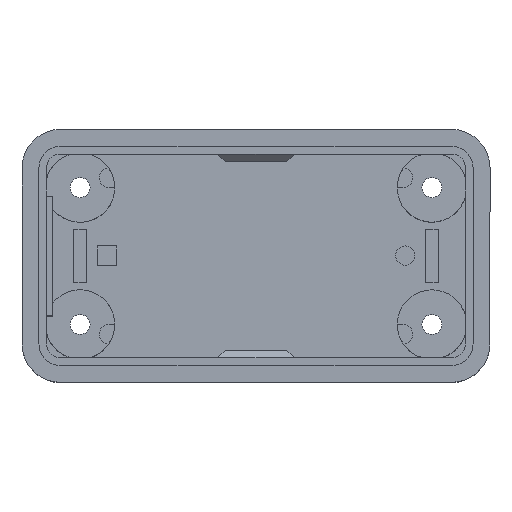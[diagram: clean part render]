
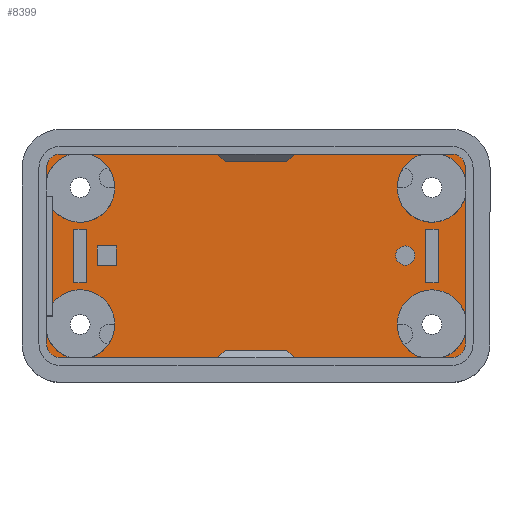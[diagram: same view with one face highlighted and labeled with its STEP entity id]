
A CAD part, top view. The second image highlights one B-rep face of the part: STEP entity #8399.
In plain terms, the highlighted face is planar.
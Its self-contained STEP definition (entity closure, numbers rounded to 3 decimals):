
#558=FACE_BOUND('',#1744,.T.);
#559=FACE_BOUND('',#1745,.T.);
#560=FACE_BOUND('',#1746,.T.);
#561=FACE_BOUND('',#1747,.T.);
#562=FACE_BOUND('',#1748,.T.);
#563=FACE_BOUND('',#1749,.T.);
#564=FACE_BOUND('',#1750,.T.);
#565=FACE_BOUND('',#1751,.T.);
#795=PLANE('',#8819);
#1244=FACE_OUTER_BOUND('',#1743,.T.);
#1743=EDGE_LOOP('',(#7811,#7812,#7813,#7814,#7815,#7816,#7817,#7818));
#1744=EDGE_LOOP('',(#7819,#7820,#7821,#7822));
#1745=EDGE_LOOP('',(#7823));
#1746=EDGE_LOOP('',(#7824,#7825,#7826,#7827));
#1747=EDGE_LOOP('',(#7828,#7829,#7830,#7831));
#1748=EDGE_LOOP('',(#7832));
#1749=EDGE_LOOP('',(#7833));
#1750=EDGE_LOOP('',(#7834));
#1751=EDGE_LOOP('',(#7835));
#1796=LINE('',#10559,#2568);
#1799=LINE('',#10564,#2571);
#1801=LINE('',#10568,#2573);
#1803=LINE('',#10571,#2575);
#1805=LINE('',#10579,#2577);
#1809=LINE('',#10587,#2581);
#1812=LINE('',#10593,#2584);
#1815=LINE('',#10598,#2587);
#1817=LINE('',#10604,#2589);
#1821=LINE('',#10612,#2593);
#1824=LINE('',#10618,#2596);
#1827=LINE('',#10623,#2599);
#2530=LINE('',#15692,#3302);
#2531=LINE('',#15696,#3303);
#2532=LINE('',#15700,#3304);
#2533=LINE('',#15703,#3305);
#2568=VECTOR('',#8937,10.);
#2571=VECTOR('',#8942,10.);
#2573=VECTOR('',#8946,10.);
#2575=VECTOR('',#8950,10.);
#2577=VECTOR('',#8958,10.);
#2581=VECTOR('',#8964,10.);
#2584=VECTOR('',#8969,10.);
#2587=VECTOR('',#8974,10.);
#2589=VECTOR('',#8980,10.);
#2593=VECTOR('',#8986,10.);
#2596=VECTOR('',#8991,10.);
#2599=VECTOR('',#8996,10.);
#3302=VECTOR('',#10405,10.);
#3303=VECTOR('',#10408,10.);
#3304=VECTOR('',#10411,10.);
#3305=VECTOR('',#10414,10.);
#3322=CIRCLE('',#8458,1.25);
#3347=CIRCLE('',#8594,4.5);
#3366=CIRCLE('',#8626,4.5);
#3367=CIRCLE('',#8628,4.5);
#3373=CIRCLE('',#8636,4.5);
#3421=CIRCLE('',#8820,2.5);
#3422=CIRCLE('',#8821,2.5);
#3423=CIRCLE('',#8822,2.5);
#3424=CIRCLE('',#8823,2.5);
#3470=VERTEX_POINT('',#10557);
#3471=VERTEX_POINT('',#10558);
#3472=VERTEX_POINT('',#10563);
#3473=VERTEX_POINT('',#10567);
#3474=VERTEX_POINT('',#10573);
#3475=VERTEX_POINT('',#10577);
#3476=VERTEX_POINT('',#10578);
#3479=VERTEX_POINT('',#10586);
#3481=VERTEX_POINT('',#10592);
#3483=VERTEX_POINT('',#10602);
#3484=VERTEX_POINT('',#10603);
#3487=VERTEX_POINT('',#10611);
#3489=VERTEX_POINT('',#10617);
#3739=VERTEX_POINT('',#12068);
#3769=VERTEX_POINT('',#12152);
#3770=VERTEX_POINT('',#12156);
#3783=VERTEX_POINT('',#12188);
#4225=VERTEX_POINT('',#15688);
#4226=VERTEX_POINT('',#15689);
#4227=VERTEX_POINT('',#15691);
#4228=VERTEX_POINT('',#15693);
#4229=VERTEX_POINT('',#15695);
#4230=VERTEX_POINT('',#15697);
#4231=VERTEX_POINT('',#15699);
#4232=VERTEX_POINT('',#15701);
#4280=EDGE_CURVE('',#3470,#3471,#1796,.T.);
#4283=EDGE_CURVE('',#3472,#3470,#1799,.T.);
#4285=EDGE_CURVE('',#3473,#3472,#1801,.T.);
#4287=EDGE_CURVE('',#3471,#3473,#1803,.T.);
#4288=EDGE_CURVE('',#3474,#3474,#3322,.T.);
#4290=EDGE_CURVE('',#3475,#3476,#1805,.T.);
#4294=EDGE_CURVE('',#3476,#3479,#1809,.T.);
#4297=EDGE_CURVE('',#3479,#3481,#1812,.T.);
#4300=EDGE_CURVE('',#3481,#3475,#1815,.T.);
#4302=EDGE_CURVE('',#3483,#3484,#1817,.T.);
#4306=EDGE_CURVE('',#3484,#3487,#1821,.T.);
#4309=EDGE_CURVE('',#3487,#3489,#1824,.T.);
#4312=EDGE_CURVE('',#3489,#3483,#1827,.T.);
#4688=EDGE_CURVE('',#3739,#3739,#3347,.T.);
#4729=EDGE_CURVE('',#3769,#3769,#3366,.T.);
#4731=EDGE_CURVE('',#3770,#3770,#3367,.T.);
#4748=EDGE_CURVE('',#3783,#3783,#3373,.T.);
#5437=EDGE_CURVE('',#4225,#4226,#3421,.T.);
#5438=EDGE_CURVE('',#4226,#4227,#2530,.T.);
#5439=EDGE_CURVE('',#4227,#4228,#3422,.T.);
#5440=EDGE_CURVE('',#4228,#4229,#2531,.T.);
#5441=EDGE_CURVE('',#4229,#4230,#3423,.T.);
#5442=EDGE_CURVE('',#4230,#4231,#2532,.T.);
#5443=EDGE_CURVE('',#4231,#4232,#3424,.T.);
#5444=EDGE_CURVE('',#4232,#4225,#2533,.T.);
#7811=ORIENTED_EDGE('',*,*,#5437,.T.);
#7812=ORIENTED_EDGE('',*,*,#5438,.T.);
#7813=ORIENTED_EDGE('',*,*,#5439,.T.);
#7814=ORIENTED_EDGE('',*,*,#5440,.T.);
#7815=ORIENTED_EDGE('',*,*,#5441,.T.);
#7816=ORIENTED_EDGE('',*,*,#5442,.T.);
#7817=ORIENTED_EDGE('',*,*,#5443,.T.);
#7818=ORIENTED_EDGE('',*,*,#5444,.T.);
#7819=ORIENTED_EDGE('',*,*,#4280,.T.);
#7820=ORIENTED_EDGE('',*,*,#4287,.T.);
#7821=ORIENTED_EDGE('',*,*,#4285,.T.);
#7822=ORIENTED_EDGE('',*,*,#4283,.T.);
#7823=ORIENTED_EDGE('',*,*,#4288,.T.);
#7824=ORIENTED_EDGE('',*,*,#4290,.T.);
#7825=ORIENTED_EDGE('',*,*,#4294,.T.);
#7826=ORIENTED_EDGE('',*,*,#4297,.T.);
#7827=ORIENTED_EDGE('',*,*,#4300,.T.);
#7828=ORIENTED_EDGE('',*,*,#4302,.T.);
#7829=ORIENTED_EDGE('',*,*,#4306,.T.);
#7830=ORIENTED_EDGE('',*,*,#4309,.T.);
#7831=ORIENTED_EDGE('',*,*,#4312,.T.);
#7832=ORIENTED_EDGE('',*,*,#4731,.T.);
#7833=ORIENTED_EDGE('',*,*,#4729,.T.);
#7834=ORIENTED_EDGE('',*,*,#4748,.T.);
#7835=ORIENTED_EDGE('',*,*,#4688,.T.);
#8399=ADVANCED_FACE('',(#1244,#558,#559,#560,#561,#562,#563,#564,#565),
#795,.T.);
#8458=AXIS2_PLACEMENT_3D('',#10574,#8953,#8954);
#8594=AXIS2_PLACEMENT_3D('',#12070,#9520,#9521);
#8626=AXIS2_PLACEMENT_3D('',#12154,#9606,#9607);
#8628=AXIS2_PLACEMENT_3D('',#12158,#9611,#9612);
#8636=AXIS2_PLACEMENT_3D('',#12190,#9638,#9639);
#8819=AXIS2_PLACEMENT_3D('',#15687,#10401,#10402);
#8820=AXIS2_PLACEMENT_3D('',#15690,#10403,#10404);
#8821=AXIS2_PLACEMENT_3D('',#15694,#10406,#10407);
#8822=AXIS2_PLACEMENT_3D('',#15698,#10409,#10410);
#8823=AXIS2_PLACEMENT_3D('',#15702,#10412,#10413);
#8937=DIRECTION('',(-1.,0.,0.));
#8942=DIRECTION('',(0.,0.,1.));
#8946=DIRECTION('',(1.,0.,0.));
#8950=DIRECTION('',(0.,0.,-1.));
#8953=DIRECTION('center_axis',(0.,-1.,0.));
#8954=DIRECTION('ref_axis',(-1.,0.,0.));
#8958=DIRECTION('',(0.,0.,1.));
#8964=DIRECTION('',(-1.,0.,0.));
#8969=DIRECTION('',(0.,0.,-1.));
#8974=DIRECTION('',(1.,0.,0.));
#8980=DIRECTION('',(1.,0.,0.));
#8986=DIRECTION('',(0.,0.,1.));
#8991=DIRECTION('',(-1.,0.,0.));
#8996=DIRECTION('',(0.,0.,-1.));
#9520=DIRECTION('center_axis',(0.,-1.,0.));
#9521=DIRECTION('ref_axis',(1.,0.,0.));
#9606=DIRECTION('center_axis',(0.,-1.,0.));
#9607=DIRECTION('ref_axis',(1.,0.,0.));
#9611=DIRECTION('center_axis',(0.,-1.,0.));
#9612=DIRECTION('ref_axis',(1.,0.,0.));
#9638=DIRECTION('center_axis',(0.,-1.,0.));
#9639=DIRECTION('ref_axis',(1.,0.,0.));
#10401=DIRECTION('center_axis',(0.,1.,0.));
#10402=DIRECTION('ref_axis',(1.,0.,0.));
#10403=DIRECTION('center_axis',(0.,1.,0.));
#10404=DIRECTION('ref_axis',(0.707,0.,0.707));
#10405=DIRECTION('',(0.,0.,-1.));
#10406=DIRECTION('center_axis',(0.,1.,0.));
#10407=DIRECTION('ref_axis',(0.707,0.,-0.707));
#10408=DIRECTION('',(-1.,0.,0.));
#10409=DIRECTION('center_axis',(0.,1.,0.));
#10410=DIRECTION('ref_axis',(-0.707,0.,-0.707));
#10411=DIRECTION('',(0.,0.,1.));
#10412=DIRECTION('center_axis',(0.,1.,0.));
#10413=DIRECTION('ref_axis',(-0.707,0.,0.707));
#10414=DIRECTION('',(1.,0.,0.));
#10557=CARTESIAN_POINT('',(7.25,2.,-10.25));
#10558=CARTESIAN_POINT('',(4.75,2.,-10.25));
#10559=CARTESIAN_POINT('',(16.325,2.,-10.25));
#10563=CARTESIAN_POINT('',(7.25,2.,-12.75));
#10564=CARTESIAN_POINT('',(7.25,2.,-12.09));
#10567=CARTESIAN_POINT('',(4.75,2.,-12.75));
#10568=CARTESIAN_POINT('',(15.075,2.,-12.75));
#10571=CARTESIAN_POINT('',(4.75,2.,-10.84));
#10573=CARTESIAN_POINT('',(46.05,2.,-11.5));
#10574=CARTESIAN_POINT('Origin',(44.8,2.,-11.5));
#10577=CARTESIAN_POINT('',(49.06,2.,-14.912));
#10578=CARTESIAN_POINT('',(49.06,2.,-7.949));
#10579=CARTESIAN_POINT('',(49.06,2.,-9.689));
#10586=CARTESIAN_POINT('',(47.46,2.,-7.949));
#10587=CARTESIAN_POINT('',(36.43,2.,-7.949));
#10592=CARTESIAN_POINT('',(47.46,2.,-14.912));
#10593=CARTESIAN_POINT('',(47.46,2.,-13.171));
#10598=CARTESIAN_POINT('',(37.23,2.,-14.912));
#10602=CARTESIAN_POINT('',(1.74,2.,-14.912));
#10603=CARTESIAN_POINT('',(3.34,2.,-14.912));
#10604=CARTESIAN_POINT('',(14.37,2.,-14.912));
#10611=CARTESIAN_POINT('',(3.34,2.,-7.949));
#10612=CARTESIAN_POINT('',(3.34,2.,-9.689));
#10617=CARTESIAN_POINT('',(1.74,2.,-7.949));
#10618=CARTESIAN_POINT('',(13.57,2.,-7.949));
#10623=CARTESIAN_POINT('',(1.74,2.,-13.171));
#12068=CARTESIAN_POINT('',(43.76,2.,-20.32));
#12070=CARTESIAN_POINT('Origin',(48.26,2.,-20.32));
#12152=CARTESIAN_POINT('',(-1.96,2.,-2.54));
#12154=CARTESIAN_POINT('Origin',(2.54,2.,-2.54));
#12156=CARTESIAN_POINT('',(43.76,2.,-2.54));
#12158=CARTESIAN_POINT('Origin',(48.26,2.,-2.54));
#12188=CARTESIAN_POINT('',(-1.96,2.,-20.32));
#12190=CARTESIAN_POINT('Origin',(2.54,2.,-20.32));
#15687=CARTESIAN_POINT('Origin',(25.4,2.,-11.43));
#15688=CARTESIAN_POINT('',(50.8,2.,2.5));
#15689=CARTESIAN_POINT('',(53.3,2.,0.));
#15690=CARTESIAN_POINT('Origin',(50.8,2.,0.));
#15691=CARTESIAN_POINT('',(53.3,2.,-22.86));
#15692=CARTESIAN_POINT('',(53.3,2.,-3.215));
#15693=CARTESIAN_POINT('',(50.8,2.,-25.36));
#15694=CARTESIAN_POINT('Origin',(50.8,2.,-22.86));
#15695=CARTESIAN_POINT('',(0.,2.,-25.36));
#15696=CARTESIAN_POINT('',(40.6,2.,-25.36));
#15697=CARTESIAN_POINT('',(-2.5,2.,-22.86));
#15698=CARTESIAN_POINT('Origin',(0.,2.,-22.86));
#15699=CARTESIAN_POINT('',(-2.5,2.,0.));
#15700=CARTESIAN_POINT('',(-2.5,2.,-19.645));
#15701=CARTESIAN_POINT('',(0.,2.,2.5));
#15702=CARTESIAN_POINT('Origin',(0.,2.,0.));
#15703=CARTESIAN_POINT('',(10.2,2.,2.5));
